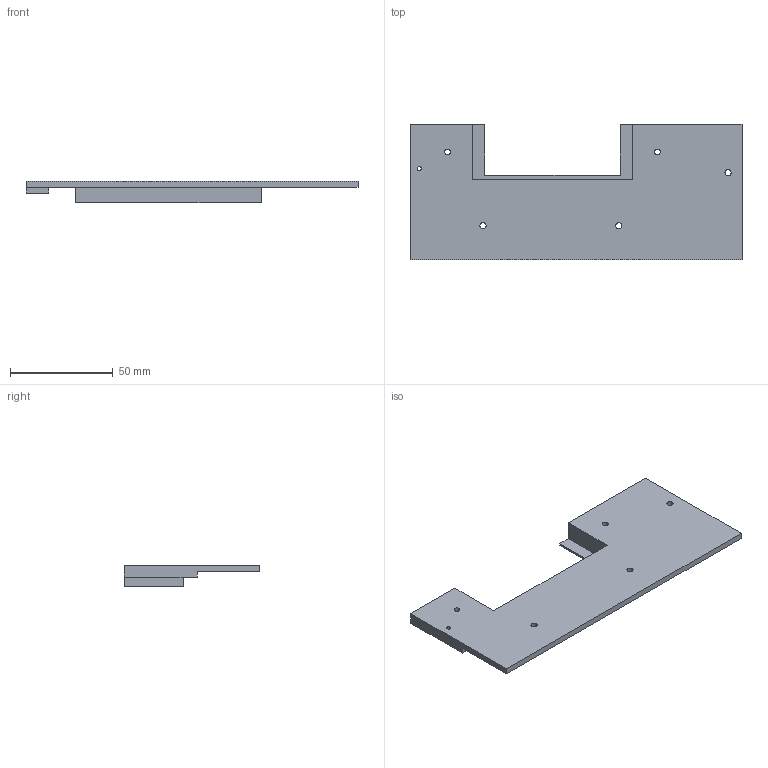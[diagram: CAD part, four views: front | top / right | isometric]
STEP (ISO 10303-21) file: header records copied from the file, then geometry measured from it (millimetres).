
FILE_DESCRIPTION(/* description */ (''),/* implementation_level */ '2;1');
FILE_NAME(/* name */ '30_XYTabel_Aliexpress_cellSTORM_chiptray.ipt.step',/* time_stamp */ '2022-11-29T08:24:55+01:00',/* author */ ('diederichbenedict'),/* organization */ (''),/* preprocessor_version */ 'ST-DEVELOPER v18.1',/* originating_system */ 'Autodesk Inventor 2022',/* authorisation */ '');
FILE_SCHEMA (('AUTOMOTIVE_DESIGN { 1 0 10303 214 3 1 1 }'));
Length unit declared in the file: millimetre
Products named in the file (1): 30_XYTabel_Aliexpress_cellSTORM_chiptray
Bounding box: 161.47 x 65.76 x 10.4 mm (x, y, z)
Volume: 30709 mm3; surface area: 21994 mm2
Topology: 1 solids, 1 shells, 27 faces, 75 edges, 50 vertices
Faces by surface type: plane 21, cylinder 6
Full cylindrical faces by diameter (mm): 2 x1, 2.8 x2, 3 x3
Entity records: 926 total; most frequent: CARTESIAN_POINT 153, ORIENTED_EDGE 150, DIRECTION 143, EDGE_CURVE 75, LINE 63, VECTOR 63, VERTEX_POINT 50, AXIS2_PLACEMENT_3D 40
